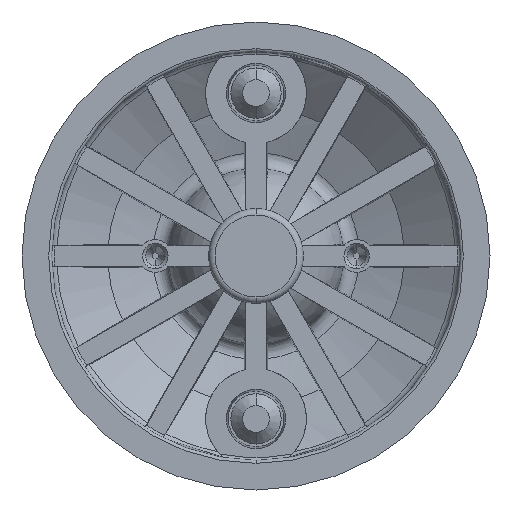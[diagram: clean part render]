
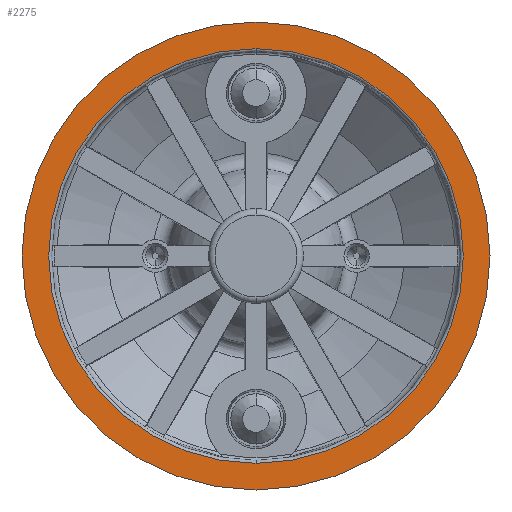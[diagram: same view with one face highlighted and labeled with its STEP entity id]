
A CAD part, front view. The second image highlights one B-rep face of the part: STEP entity #2275.
In plain terms, the highlighted planar face has unit normal (0, -1, 0).
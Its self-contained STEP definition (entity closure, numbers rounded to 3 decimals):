
#42 = AXIS2_PLACEMENT_3D ( 'NONE', #7073, #3604, #86 ) ;
#86 = DIRECTION ( 'NONE',  ( 0., 0., 1. ) ) ;
#154 = CARTESIAN_POINT ( 'NONE',  ( 0., 0., 0. ) ) ;
#751 = DIRECTION ( 'NONE',  ( 0., 0., 1. ) ) ;
#756 = ORIENTED_EDGE ( 'NONE', *, *, #6623, .F. ) ;
#1162 = CIRCLE ( 'NONE', #2263, 39.5 ) ;
#1969 = DIRECTION ( 'NONE',  ( 0., 1., 0. ) ) ;
#2161 = AXIS2_PLACEMENT_3D ( 'NONE', #4657, #5843, #2365 ) ;
#2211 = ORIENTED_EDGE ( 'NONE', *, *, #2793, .F. ) ;
#2263 = AXIS2_PLACEMENT_3D ( 'NONE', #154, #4252, #751 ) ;
#2275 = ADVANCED_FACE ( 'NONE', ( #6909, #6459 ), #6988, .T. ) ;
#2365 = DIRECTION ( 'NONE',  ( 0., 0., -1. ) ) ;
#2665 = EDGE_CURVE ( 'NONE', #4188, #7108, #5070, .T. ) ;
#2793 = EDGE_CURVE ( 'NONE', #3309, #3002, #1162, .T. ) ;
#2827 = EDGE_CURVE ( 'NONE', #7108, #4188, #4180, .T. ) ;
#2943 = CARTESIAN_POINT ( 'NONE',  ( 0., 0., 35. ) ) ;
#3002 = VERTEX_POINT ( 'NONE', #6103 ) ;
#3309 = VERTEX_POINT ( 'NONE', #7056 ) ;
#3426 = DIRECTION ( 'NONE',  ( 0., 1., 0. ) ) ;
#3604 = DIRECTION ( 'NONE',  ( 0., 1., 0. ) ) ;
#4180 = CIRCLE ( 'NONE', #4192, 35. ) ;
#4188 = VERTEX_POINT ( 'NONE', #2943 ) ;
#4192 = AXIS2_PLACEMENT_3D ( 'NONE', #5443, #1969, #6036 ) ;
#4252 = DIRECTION ( 'NONE',  ( 0., 1., 0. ) ) ;
#4657 = CARTESIAN_POINT ( 'NONE',  ( -34.5, 0., 0. ) ) ;
#5070 = CIRCLE ( 'NONE', #6691, 35. ) ;
#5443 = CARTESIAN_POINT ( 'NONE',  ( 0., 0., 0. ) ) ;
#5843 = DIRECTION ( 'NONE',  ( 0., -1., 0. ) ) ;
#5933 = CARTESIAN_POINT ( 'NONE',  ( 0., 0., -35. ) ) ;
#6036 = DIRECTION ( 'NONE',  ( 0., 0., -1. ) ) ;
#6103 = CARTESIAN_POINT ( 'NONE',  ( 0., 0., -39.5 ) ) ;
#6459 = FACE_OUTER_BOUND ( 'NONE', #7194, .T. ) ;
#6608 = ORIENTED_EDGE ( 'NONE', *, *, #2827, .T. ) ;
#6623 = EDGE_CURVE ( 'NONE', #3002, #3309, #6663, .T. ) ;
#6663 = CIRCLE ( 'NONE', #42, 39.5 ) ;
#6691 = AXIS2_PLACEMENT_3D ( 'NONE', #6906, #3426, #7458 ) ;
#6906 = CARTESIAN_POINT ( 'NONE',  ( 0., 0., 0. ) ) ;
#6909 = FACE_BOUND ( 'NONE', #7438, .T. ) ;
#6963 = ORIENTED_EDGE ( 'NONE', *, *, #2665, .T. ) ;
#6988 = PLANE ( 'NONE',  #2161 ) ;
#7056 = CARTESIAN_POINT ( 'NONE',  ( 0., 0., 39.5 ) ) ;
#7073 = CARTESIAN_POINT ( 'NONE',  ( 0., 0., 0. ) ) ;
#7108 = VERTEX_POINT ( 'NONE', #5933 ) ;
#7194 = EDGE_LOOP ( 'NONE', ( #756, #2211 ) ) ;
#7438 = EDGE_LOOP ( 'NONE', ( #6608, #6963 ) ) ;
#7458 = DIRECTION ( 'NONE',  ( 0., 0., -1. ) ) ;
